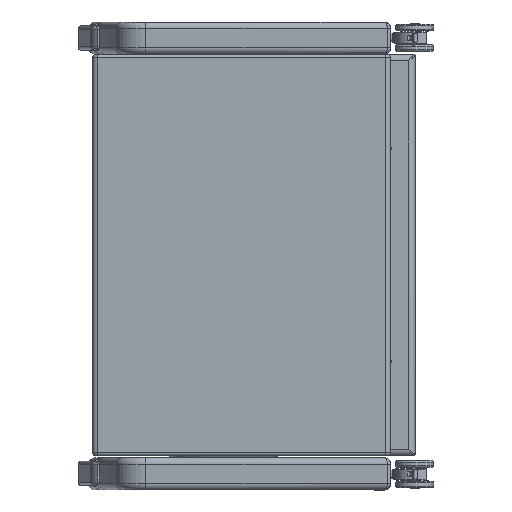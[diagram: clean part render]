
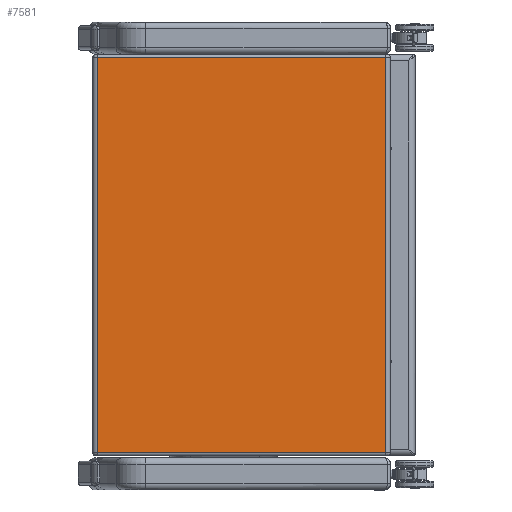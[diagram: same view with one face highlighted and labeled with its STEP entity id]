
A CAD part, left-side view. The second image highlights one B-rep face of the part: STEP entity #7581.
In plain terms, the highlighted face is planar.
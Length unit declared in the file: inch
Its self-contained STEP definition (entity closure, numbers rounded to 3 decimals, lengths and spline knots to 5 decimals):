
#570=PLANE('',#8441);
#773=LINE('',#12964,#1215);
#796=LINE('',#13135,#1238);
#801=LINE('',#13169,#1243);
#802=LINE('',#13171,#1244);
#1215=VECTOR('',#9700,0.3937);
#1238=VECTOR('',#9825,0.3937);
#1243=VECTOR('',#9848,0.3937);
#1244=VECTOR('',#9851,26.5);
#1889=FACE_OUTER_BOUND('',#2411,.T.);
#2411=EDGE_LOOP('',(#5750,#5751,#5752,#5753));
#3501=VERTEX_POINT('',#12953);
#3505=VERTEX_POINT('',#12962);
#3542=VERTEX_POINT('',#13125);
#3544=VERTEX_POINT('',#13131);
#4282=EDGE_CURVE('',#3505,#3501,#773,.T.);
#4341=EDGE_CURVE('',#3542,#3544,#796,.T.);
#4351=EDGE_CURVE('',#3544,#3505,#801,.T.);
#4352=EDGE_CURVE('',#3501,#3542,#802,.T.);
#5750=ORIENTED_EDGE('',*,*,#4282,.F.);
#5751=ORIENTED_EDGE('',*,*,#4351,.F.);
#5752=ORIENTED_EDGE('',*,*,#4341,.F.);
#5753=ORIENTED_EDGE('',*,*,#4352,.F.);
#7581=ADVANCED_FACE('',(#1889),#570,.T.);
#8441=AXIS2_PLACEMENT_3D('',#13170,#9849,#9850);
#9700=DIRECTION('',(-1.,0.,0.));
#9825=DIRECTION('',(1.,0.,0.));
#9848=DIRECTION('',(0.,0.,-1.));
#9849=DIRECTION('center_axis',(0.,-1.,0.));
#9850=DIRECTION('ref_axis',(0.,0.,-1.));
#9851=DIRECTION('',(0.,0.,1.));
#12953=CARTESIAN_POINT('',(20.0282,18.44801,26.25));
#12962=CARTESIAN_POINT('',(42.2782,18.44801,26.25));
#12964=CARTESIAN_POINT('',(35.46724,18.44801,26.25));
#13125=CARTESIAN_POINT('',(20.0282,18.44801,56.75));
#13131=CARTESIAN_POINT('',(42.2782,18.44801,56.75));
#13135=CARTESIAN_POINT('',(35.3303,18.44801,56.75));
#13169=CARTESIAN_POINT('',(42.2782,18.44801,30.));
#13170=CARTESIAN_POINT('Origin',(40.7782,18.44801,30.));
#13171=CARTESIAN_POINT('',(20.0282,18.44801,30.25));
